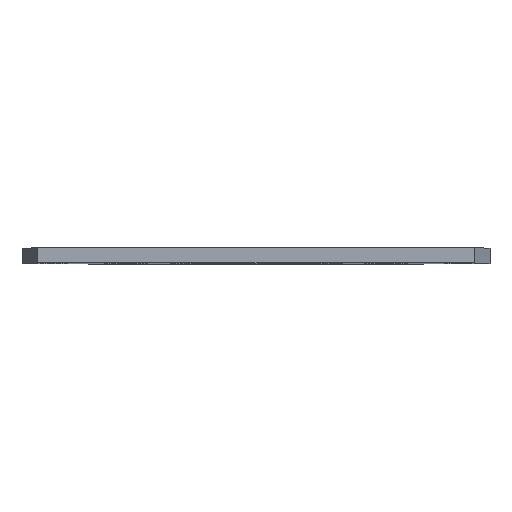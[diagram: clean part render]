
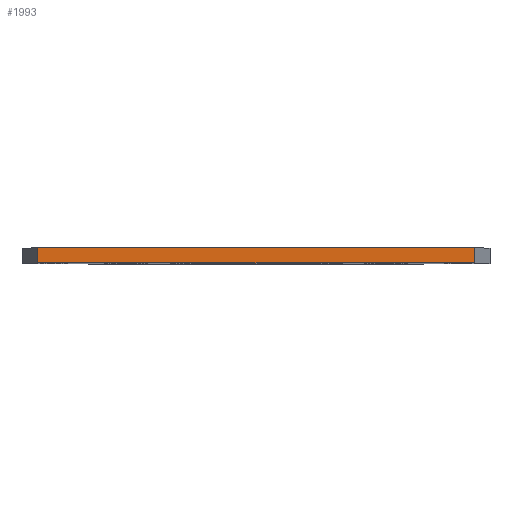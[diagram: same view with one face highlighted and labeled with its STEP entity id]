
A CAD part, top view. The second image highlights one B-rep face of the part: STEP entity #1993.
In plain terms, the highlighted planar face has unit normal (0, 0, 1).
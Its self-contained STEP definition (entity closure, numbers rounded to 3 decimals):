
#126=PLANE('',#2198);
#228=FACE_OUTER_BOUND('',#374,.T.);
#374=EDGE_LOOP('',(#1848,#1849,#1850,#1851));
#395=LINE('',#2836,#585);
#437=LINE('',#2991,#627);
#564=LINE('',#3333,#754);
#565=LINE('',#3335,#755);
#585=VECTOR('',#2256,10.);
#627=VECTOR('',#2374,10.);
#754=VECTOR('',#2769,10.);
#755=VECTOR('',#2772,10.);
#864=VERTEX_POINT('',#2833);
#865=VERTEX_POINT('',#2835);
#939=VERTEX_POINT('',#2988);
#940=VERTEX_POINT('',#2990);
#1049=EDGE_CURVE('',#864,#865,#395,.T.);
#1126=EDGE_CURVE('',#940,#939,#437,.T.);
#1298=EDGE_CURVE('',#939,#865,#564,.T.);
#1299=EDGE_CURVE('',#940,#864,#565,.T.);
#1848=ORIENTED_EDGE('',*,*,#1126,.T.);
#1849=ORIENTED_EDGE('',*,*,#1298,.T.);
#1850=ORIENTED_EDGE('',*,*,#1049,.F.);
#1851=ORIENTED_EDGE('',*,*,#1299,.F.);
#1993=ADVANCED_FACE('',(#228),#126,.T.);
#2198=AXIS2_PLACEMENT_3D('',#3334,#2770,#2771);
#2256=DIRECTION('',(-1.,0.,0.));
#2374=DIRECTION('',(-1.,0.,0.));
#2769=DIRECTION('',(0.,-1.,0.));
#2770=DIRECTION('center_axis',(0.,0.,1.));
#2771=DIRECTION('ref_axis',(-1.,0.,0.));
#2772=DIRECTION('',(0.,-1.,0.));
#2833=CARTESIAN_POINT('',(42.428,-8.1,20.));
#2835=CARTESIAN_POINT('',(-42.428,-8.1,20.));
#2836=CARTESIAN_POINT('',(42.428,-8.1,20.));
#2988=CARTESIAN_POINT('',(-42.428,-5.1,20.));
#2990=CARTESIAN_POINT('',(42.428,-5.1,20.));
#2991=CARTESIAN_POINT('',(42.428,-5.1,20.));
#3333=CARTESIAN_POINT('',(-42.428,-5.1,20.));
#3334=CARTESIAN_POINT('Origin',(42.428,-5.1,20.));
#3335=CARTESIAN_POINT('',(42.428,-5.1,20.));
